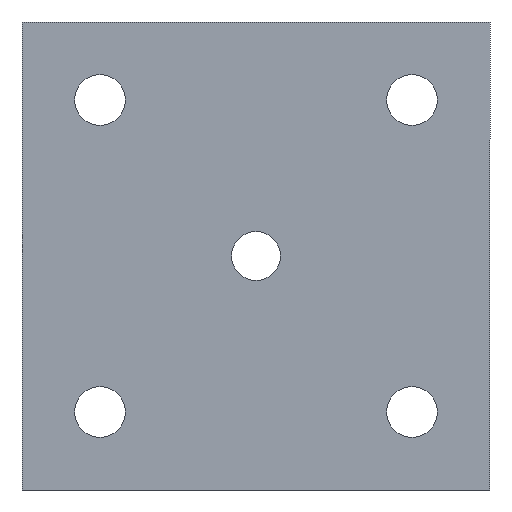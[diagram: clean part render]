
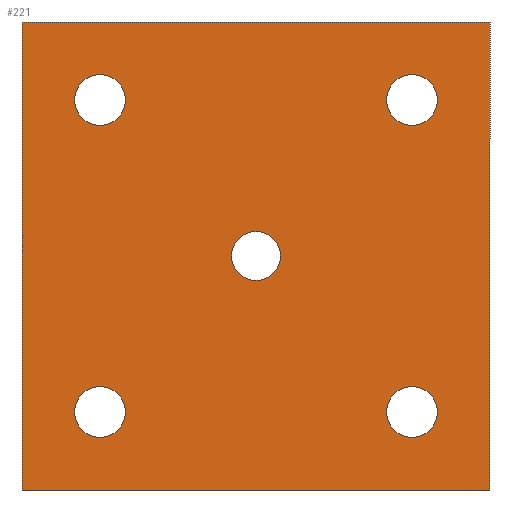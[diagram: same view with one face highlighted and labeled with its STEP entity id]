
A CAD part, front view. The second image highlights one B-rep face of the part: STEP entity #221.
In plain terms, the highlighted planar face has unit normal (0, -1, 0).
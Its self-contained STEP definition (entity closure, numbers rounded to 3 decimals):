
#20=FACE_BOUND('',#58,.T.);
#21=FACE_BOUND('',#59,.T.);
#22=FACE_BOUND('',#60,.T.);
#23=FACE_BOUND('',#61,.T.);
#24=FACE_BOUND('',#62,.T.);
#30=PLANE('',#265);
#41=FACE_OUTER_BOUND('',#57,.T.);
#57=EDGE_LOOP('',(#197,#198,#199,#200));
#58=EDGE_LOOP('',(#201));
#59=EDGE_LOOP('',(#202));
#60=EDGE_LOOP('',(#203));
#61=EDGE_LOOP('',(#204));
#62=EDGE_LOOP('',(#205));
#68=LINE('',#361,#85);
#72=LINE('',#369,#89);
#75=LINE('',#375,#92);
#78=LINE('',#380,#95);
#85=VECTOR('',#305,10.);
#89=VECTOR('',#311,10.);
#92=VECTOR('',#316,10.);
#95=VECTOR('',#321,10.);
#98=CIRCLE('',#247,6.5);
#100=CIRCLE('',#250,6.25);
#102=CIRCLE('',#253,6.5);
#104=CIRCLE('',#256,6.5);
#106=CIRCLE('',#259,6.5);
#108=VERTEX_POINT('',#331);
#110=VERTEX_POINT('',#337);
#112=VERTEX_POINT('',#343);
#114=VERTEX_POINT('',#349);
#116=VERTEX_POINT('',#355);
#117=VERTEX_POINT('',#359);
#118=VERTEX_POINT('',#360);
#121=VERTEX_POINT('',#368);
#123=VERTEX_POINT('',#374);
#127=EDGE_CURVE('',#108,#108,#98,.T.);
#130=EDGE_CURVE('',#110,#110,#100,.T.);
#133=EDGE_CURVE('',#112,#112,#102,.T.);
#136=EDGE_CURVE('',#114,#114,#104,.T.);
#139=EDGE_CURVE('',#116,#116,#106,.T.);
#140=EDGE_CURVE('',#117,#118,#68,.T.);
#144=EDGE_CURVE('',#121,#117,#72,.T.);
#147=EDGE_CURVE('',#123,#121,#75,.T.);
#150=EDGE_CURVE('',#118,#123,#78,.T.);
#197=ORIENTED_EDGE('',*,*,#150,.F.);
#198=ORIENTED_EDGE('',*,*,#140,.F.);
#199=ORIENTED_EDGE('',*,*,#144,.F.);
#200=ORIENTED_EDGE('',*,*,#147,.F.);
#201=ORIENTED_EDGE('',*,*,#139,.F.);
#202=ORIENTED_EDGE('',*,*,#136,.F.);
#203=ORIENTED_EDGE('',*,*,#133,.F.);
#204=ORIENTED_EDGE('',*,*,#130,.F.);
#205=ORIENTED_EDGE('',*,*,#127,.F.);
#221=ADVANCED_FACE('',(#41,#20,#21,#22,#23,#24),#30,.F.);
#247=AXIS2_PLACEMENT_3D('',#333,#273,#274);
#250=AXIS2_PLACEMENT_3D('',#339,#280,#281);
#253=AXIS2_PLACEMENT_3D('',#345,#287,#288);
#256=AXIS2_PLACEMENT_3D('',#351,#294,#295);
#259=AXIS2_PLACEMENT_3D('',#357,#301,#302);
#265=AXIS2_PLACEMENT_3D('',#383,#325,#326);
#273=DIRECTION('center_axis',(0.,-1.,0.));
#274=DIRECTION('ref_axis',(1.,0.,0.));
#280=DIRECTION('center_axis',(0.,-1.,0.));
#281=DIRECTION('ref_axis',(1.,0.,0.));
#287=DIRECTION('center_axis',(0.,-1.,0.));
#288=DIRECTION('ref_axis',(1.,0.,0.));
#294=DIRECTION('center_axis',(0.,-1.,0.));
#295=DIRECTION('ref_axis',(1.,0.,0.));
#301=DIRECTION('center_axis',(0.,-1.,0.));
#302=DIRECTION('ref_axis',(1.,0.,0.));
#305=DIRECTION('',(0.,0.,-1.));
#311=DIRECTION('',(1.,0.,0.));
#316=DIRECTION('',(0.,0.,1.));
#321=DIRECTION('',(-1.,0.,0.));
#325=DIRECTION('center_axis',(0.,1.,0.));
#326=DIRECTION('ref_axis',(0.,0.,1.));
#331=CARTESIAN_POINT('',(-26.5,0.,-100.));
#333=CARTESIAN_POINT('Origin',(-20.,0.,-100.));
#337=CARTESIAN_POINT('',(-66.25,0.,-60.));
#339=CARTESIAN_POINT('Origin',(-60.,0.,-60.));
#343=CARTESIAN_POINT('',(-106.5,0.,-100.));
#345=CARTESIAN_POINT('Origin',(-100.,0.,-100.));
#349=CARTESIAN_POINT('',(-106.5,0.,-20.));
#351=CARTESIAN_POINT('Origin',(-100.,0.,-20.));
#355=CARTESIAN_POINT('',(-26.5,0.,-20.));
#357=CARTESIAN_POINT('Origin',(-20.,0.,-20.));
#359=CARTESIAN_POINT('',(0.,0.,0.));
#360=CARTESIAN_POINT('',(0.,0.,-120.));
#361=CARTESIAN_POINT('',(0.,0.,0.));
#368=CARTESIAN_POINT('',(-120.,0.,0.));
#369=CARTESIAN_POINT('',(-120.,0.,0.));
#374=CARTESIAN_POINT('',(-120.,0.,-120.));
#375=CARTESIAN_POINT('',(-120.,0.,-120.));
#380=CARTESIAN_POINT('',(0.,0.,-120.));
#383=CARTESIAN_POINT('Origin',(-60.,0.,-60.));
